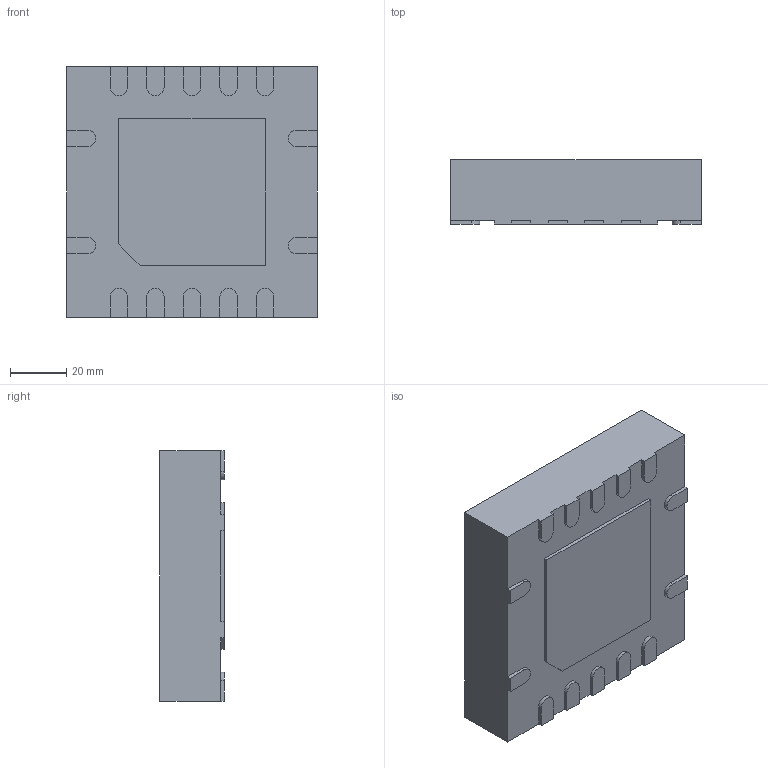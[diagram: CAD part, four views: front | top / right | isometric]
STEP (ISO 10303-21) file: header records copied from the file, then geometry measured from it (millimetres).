
FILE_DESCRIPTION((''),'2;1');
FILE_NAME('3535','2023-04-04T',('S0016570'),(''),'PRO/ENGINEER BY PARAMETRIC TECHNOLOGY CORPORATION, 2008380','PRO/ENGINEER BY PARAMETRIC TECHNOLOGY CORPORATION, 2008380','');
FILE_SCHEMA(('CONFIG_CONTROL_DESIGN'));
Length unit declared in the file: inch
Products named in the file (1): 3535
Bounding box: 88.9 x 22.86 x 88.9 mm (x, y, z)
Volume: 175079.1 mm3; surface area: 24279.9 mm2
Topology: 1 solids, 1 shells, 68 faces, 195 edges, 130 vertices
Faces by surface type: plane 54, cylinder 14
Entity records: 2247 total; most frequent: CARTESIAN_POINT 393, ORIENTED_EDGE 390, DIRECTION 359, EDGE_CURVE 195, VECTOR 167, LINE 167, VERTEX_POINT 130, AXIS2_PLACEMENT_3D 96
